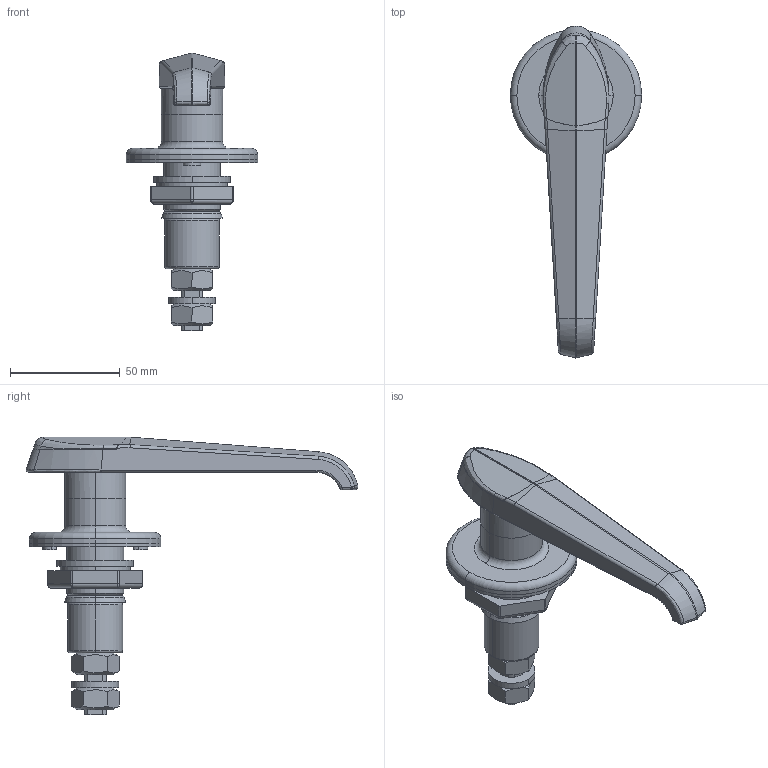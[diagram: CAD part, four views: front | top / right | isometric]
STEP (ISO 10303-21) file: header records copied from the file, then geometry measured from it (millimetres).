
FILE_DESCRIPTION (( 'STEP AP203' ), '1' );
FILE_NAME ('A-140-S-1.STEP', '2011-01-11T07:36:06', ( ' ' ), ( ' ' ), 'SwSTEP 2.0', 'SolidWorks 2007', '' );
FILE_SCHEMA (( 'CONFIG_CONTROL_DESIGN' ));
Length unit declared in the file: millimetre
Products named in the file (13): A-140-S-2僗僾儕儞僌嵗__棉太倌; A-140-S-1妏偹偠朹__棉太倌; A-140-S-1; A-140-S-1帟晅嵗嬥__棉太倌; A-140-S-1僗僾儕儞僌__棉太倌; A-140-S-1僶僱嵗嬥__棉太倌; 榋妏僫僢僩M12_棉太倌; A-140-S-1六角ナット_; A-140-S-1本体_; A-140-S-1蓋_; A-140-S-1受座_; A-140-S-1僷僢僉儞_; A-140用R200__R200-4_STdown
Assembly tree (13 placements, depth 2):
  A-140-S-1
    A-140-S-1僷僢僉儞_
    A-140-S-2僗僾儕儞僌嵗__棉太倌
    A-140-S-1僶僱嵗嬥__棉太倌
    A-140-S-1僗僾儕儞僌__棉太倌
    榋妏僫僢僩M12_棉太倌  x2
    A-140-S-1妏偹偠朹__棉太倌
    A-140-S-1受座_
    A-140用R200__R200-4_STdown
    A-140-S-1本体_
    A-140-S-1六角ナット_
    A-140-S-1帟晅嵗嬥__棉太倌
    A-140-S-1蓋_
Bounding box: 60 x 151.59 x 126.8 mm (x, y, z)
Volume: 96347.4 mm3; surface area: 51979.5 mm2
Topology: 13 solids, 13 shells, 267 faces, 621 edges, 385 vertices
Faces by surface type: cylinder 97, plane 94, bspline 41, cone 17, torus 14, sphere 4
Entity records: 10772 total; most frequent: CARTESIAN_POINT 3961, ORIENTED_EDGE 1146, DIRECTION 1092, EDGE_CURVE 573, AXIS2_PLACEMENT_3D 434, VERTEX_POINT 359, EDGE_LOOP 284, ADVANCED_FACE 253
